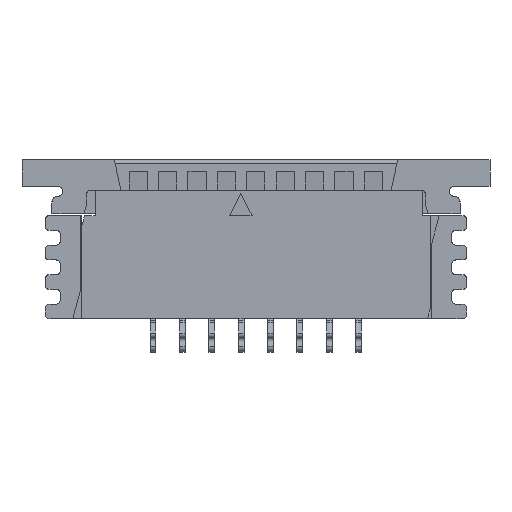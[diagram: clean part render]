
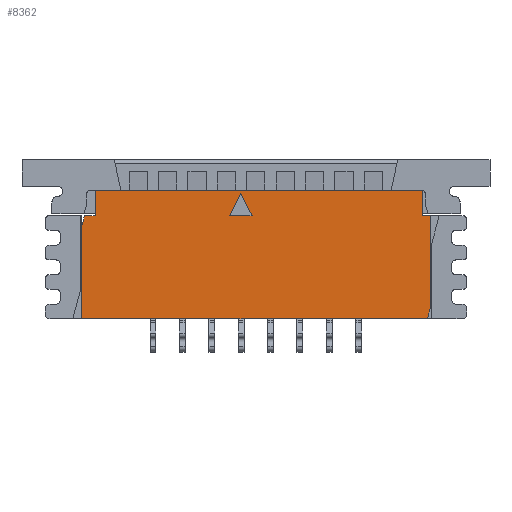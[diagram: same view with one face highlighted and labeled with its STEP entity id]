
A CAD part, front view. The second image highlights one B-rep face of the part: STEP entity #8362.
In plain terms, the highlighted planar face has unit normal (0, -1, 0).
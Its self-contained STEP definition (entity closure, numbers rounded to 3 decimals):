
#13=DIRECTION('',(0.259,0.,0.966));
#14=VECTOR('',#13,0.386);
#15=CARTESIAN_POINT('',(-5.935,-1.245,-1.243));
#16=LINE('',#15,#14);
#17=DIRECTION('',(1.,0.,0.));
#18=VECTOR('',#17,0.36);
#19=CARTESIAN_POINT('',(-5.835,-1.245,-0.87));
#20=LINE('',#19,#18);
#21=DIRECTION('',(0.,0.,1.));
#22=VECTOR('',#21,0.87);
#23=CARTESIAN_POINT('',(-5.475,-1.245,-0.87));
#24=LINE('',#23,#22);
#25=DIRECTION('',(0.,0.,-1.));
#26=VECTOR('',#25,0.87);
#27=CARTESIAN_POINT('',(5.675,-1.245,0.));
#28=LINE('',#27,#26);
#29=DIRECTION('',(1.,0.,0.));
#30=VECTOR('',#29,0.26);
#31=CARTESIAN_POINT('',(5.675,-1.245,-0.87));
#32=LINE('',#31,#30);
#33=DIRECTION('',(0.,0.,1.));
#34=VECTOR('',#33,3.127);
#35=CARTESIAN_POINT('',(5.935,-1.245,-3.997));
#36=LINE('',#35,#34);
#37=DIRECTION('',(-0.259,0.,-0.966));
#38=VECTOR('',#37,0.386);
#39=CARTESIAN_POINT('',(5.935,-1.245,-3.997));
#40=LINE('',#39,#38);
#41=DIRECTION('',(-1.,0.,0.));
#42=VECTOR('',#41,11.77);
#43=CARTESIAN_POINT('',(5.835,-1.245,-4.37));
#44=LINE('',#43,#42);
#45=DIRECTION('',(0.,0.,1.));
#46=VECTOR('',#45,3.127);
#47=CARTESIAN_POINT('',(-5.935,-1.245,-4.37));
#48=LINE('',#47,#46);
#49=DIRECTION('',(-0.447,0.,0.894));
#50=VECTOR('',#49,0.85);
#51=CARTESIAN_POINT('',(-0.136,-1.245,-0.87));
#52=LINE('',#51,#50);
#53=DIRECTION('',(-0.447,0.,-0.894));
#54=VECTOR('',#53,0.85);
#55=CARTESIAN_POINT('',(-0.516,-1.245,-0.11));
#56=LINE('',#55,#54);
#57=DIRECTION('',(1.,0.,0.));
#58=VECTOR('',#57,0.76);
#59=CARTESIAN_POINT('',(-0.896,-1.245,-0.87));
#60=LINE('',#59,#58);
#3236=DIRECTION('',(-1.,0.,0.));
#3237=VECTOR('',#3236,11.15);
#3238=CARTESIAN_POINT('',(5.675,-1.245,0.));
#3239=LINE('',#3238,#3237);
#6347=CARTESIAN_POINT('',(-5.475,-1.245,-0.87));
#6348=CARTESIAN_POINT('',(-5.475,-1.245,0.));
#6349=VERTEX_POINT('',#6347);
#6350=VERTEX_POINT('',#6348);
#6351=CARTESIAN_POINT('',(5.675,-1.245,0.));
#6352=CARTESIAN_POINT('',(5.675,-1.245,-0.87));
#6353=VERTEX_POINT('',#6351);
#6354=VERTEX_POINT('',#6352);
#6366=CARTESIAN_POINT('',(-5.935,-1.245,-4.37));
#6368=VERTEX_POINT('',#6366);
#6371=CARTESIAN_POINT('',(5.935,-1.245,-0.87));
#6372=VERTEX_POINT('',#6371);
#7657=CARTESIAN_POINT('',(-0.136,-1.245,-0.87));
#7658=CARTESIAN_POINT('',(-0.516,-1.245,-0.11));
#7659=VERTEX_POINT('',#7657);
#7660=VERTEX_POINT('',#7658);
#7661=CARTESIAN_POINT('',(-0.896,-1.245,-0.87));
#7662=VERTEX_POINT('',#7661);
#7675=CARTESIAN_POINT('',(-5.935,-1.245,-1.243));
#7676=CARTESIAN_POINT('',(-5.835,-1.245,-0.87));
#7677=VERTEX_POINT('',#7675);
#7678=VERTEX_POINT('',#7676);
#7691=CARTESIAN_POINT('',(5.935,-1.245,-3.997));
#7692=CARTESIAN_POINT('',(5.835,-1.245,-4.37));
#7693=VERTEX_POINT('',#7691);
#7694=VERTEX_POINT('',#7692);
#8327=CARTESIAN_POINT('',(0.,-1.245,0.));
#8328=DIRECTION('',(0.,1.,0.));
#8329=DIRECTION('',(1.,0.,0.));
#8330=AXIS2_PLACEMENT_3D('',#8327,#8328,#8329);
#8331=PLANE('',#8330);
#8333=ORIENTED_EDGE('',*,*,#8332,.T.);
#8335=ORIENTED_EDGE('',*,*,#8334,.T.);
#8337=ORIENTED_EDGE('',*,*,#8336,.T.);
#8339=ORIENTED_EDGE('',*,*,#8338,.F.);
#8341=ORIENTED_EDGE('',*,*,#8340,.T.);
#8343=ORIENTED_EDGE('',*,*,#8342,.T.);
#8345=ORIENTED_EDGE('',*,*,#8344,.F.);
#8347=ORIENTED_EDGE('',*,*,#8346,.T.);
#8349=ORIENTED_EDGE('',*,*,#8348,.T.);
#8351=ORIENTED_EDGE('',*,*,#8350,.T.);
#8352=EDGE_LOOP('',(#8333,#8335,#8337,#8339,#8341,#8343,#8345,#8347,#8349,
#8351));
#8353=FACE_OUTER_BOUND('',#8352,.F.);
#8355=ORIENTED_EDGE('',*,*,#8354,.T.);
#8357=ORIENTED_EDGE('',*,*,#8356,.T.);
#8359=ORIENTED_EDGE('',*,*,#8358,.T.);
#8360=EDGE_LOOP('',(#8355,#8357,#8359));
#8361=FACE_BOUND('',#8360,.F.);
#8332=EDGE_CURVE('',#7677,#7678,#16,.T.);
#8334=EDGE_CURVE('',#7678,#6349,#20,.T.);
#8336=EDGE_CURVE('',#6349,#6350,#24,.T.);
#8338=EDGE_CURVE('',#6353,#6350,#3239,.T.);
#8340=EDGE_CURVE('',#6353,#6354,#28,.T.);
#8342=EDGE_CURVE('',#6354,#6372,#32,.T.);
#8344=EDGE_CURVE('',#7693,#6372,#36,.T.);
#8346=EDGE_CURVE('',#7693,#7694,#40,.T.);
#8348=EDGE_CURVE('',#7694,#6368,#44,.T.);
#8350=EDGE_CURVE('',#6368,#7677,#48,.T.);
#8354=EDGE_CURVE('',#7659,#7660,#52,.T.);
#8356=EDGE_CURVE('',#7660,#7662,#56,.T.);
#8358=EDGE_CURVE('',#7662,#7659,#60,.T.);
#8362=ADVANCED_FACE('',(#8353,#8361),#8331,.F.);
